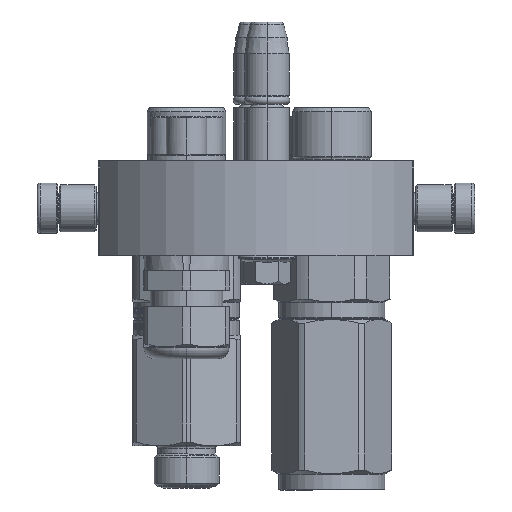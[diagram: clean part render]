
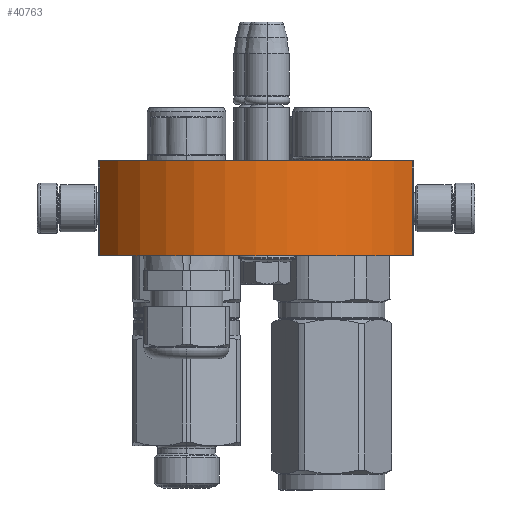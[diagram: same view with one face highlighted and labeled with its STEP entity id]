
A CAD part, left-side view. The second image highlights one B-rep face of the part: STEP entity #40763.
In plain terms, the highlighted cylindrical face has radius 57.25 mm (diameter 114.5 mm), a partial arc.
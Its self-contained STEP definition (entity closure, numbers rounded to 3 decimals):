
#285 = VECTOR ( 'NONE', #6798, 1000. ) ;
#2797 = DIRECTION ( 'NONE',  ( 0.865, 0., -0.502 ) ) ;
#3749 = DIRECTION ( 'NONE',  ( 0., 1., 0. ) ) ;
#4197 = DIRECTION ( 'NONE',  ( 0.865, 0., -0.502 ) ) ;
#4528 = CARTESIAN_POINT ( 'NONE',  ( 0., 0., 0. ) ) ;
#5959 = VERTEX_POINT ( 'NONE', #29228 ) ;
#6445 = CARTESIAN_POINT ( 'NONE',  ( -49.5, 0., -28.763 ) ) ;
#6798 = DIRECTION ( 'NONE',  ( 0., 1., 0. ) ) ;
#8474 = EDGE_LOOP ( 'NONE', ( #44941, #17526, #22071, #37002 ) ) ;
#9267 = DIRECTION ( 'NONE',  ( 1., 0., 0. ) ) ;
#9536 = CARTESIAN_POINT ( 'NONE',  ( 49.5, 0., -28.763 ) ) ;
#12626 = CARTESIAN_POINT ( 'NONE',  ( -49.5, 0., -28.763 ) ) ;
#16773 = CARTESIAN_POINT ( 'NONE',  ( 49.5, 0., -28.763 ) ) ;
#17526 = ORIENTED_EDGE ( 'NONE', *, *, #65584, .F. ) ;
#18147 = VERTEX_POINT ( 'NONE', #16773 ) ;
#20237 = DIRECTION ( 'NONE',  ( 0., -1., 0. ) ) ;
#22071 = ORIENTED_EDGE ( 'NONE', *, *, #52514, .T. ) ;
#24818 = CARTESIAN_POINT ( 'NONE',  ( 0., 0., 0. ) ) ;
#25755 = CYLINDRICAL_SURFACE ( 'NONE', #34098, 57.25 ) ;
#29228 = CARTESIAN_POINT ( 'NONE',  ( -49.5, 30., -28.763 ) ) ;
#29862 = CIRCLE ( 'NONE', #36876, 57.25 ) ;
#29976 = LINE ( 'NONE', #9536, #42129 ) ;
#31673 = EDGE_CURVE ( 'NONE', #43406, #5959, #29862, .T. ) ;
#32220 = FACE_OUTER_BOUND ( 'NONE', #8474, .T. ) ;
#33025 = VERTEX_POINT ( 'NONE', #6445 ) ;
#34098 = AXIS2_PLACEMENT_3D ( 'NONE', #4528, #20237, #9267 ) ;
#34930 = DIRECTION ( 'NONE',  ( 0., 1., 0. ) ) ;
#36876 = AXIS2_PLACEMENT_3D ( 'NONE', #53611, #48654, #2797 ) ;
#36915 = CARTESIAN_POINT ( 'NONE',  ( 49.5, 30., -28.763 ) ) ;
#37002 = ORIENTED_EDGE ( 'NONE', *, *, #57818, .T. ) ;
#40763 = ADVANCED_FACE ( 'NONE', ( #32220 ), #25755, .T. ) ;
#41335 = LINE ( 'NONE', #12626, #285 ) ;
#42129 = VECTOR ( 'NONE', #34930, 1000. ) ;
#43406 = VERTEX_POINT ( 'NONE', #36915 ) ;
#44941 = ORIENTED_EDGE ( 'NONE', *, *, #31673, .F. ) ;
#48654 = DIRECTION ( 'NONE',  ( 0., 1., 0. ) ) ;
#52514 = EDGE_CURVE ( 'NONE', #18147, #33025, #61007, .T. ) ;
#53611 = CARTESIAN_POINT ( 'NONE',  ( 0., 30., 0. ) ) ;
#54193 = AXIS2_PLACEMENT_3D ( 'NONE', #24818, #3749, #4197 ) ;
#57818 = EDGE_CURVE ( 'NONE', #33025, #5959, #41335, .T. ) ;
#61007 = CIRCLE ( 'NONE', #54193, 57.25 ) ;
#65584 = EDGE_CURVE ( 'NONE', #18147, #43406, #29976, .T. ) ;
